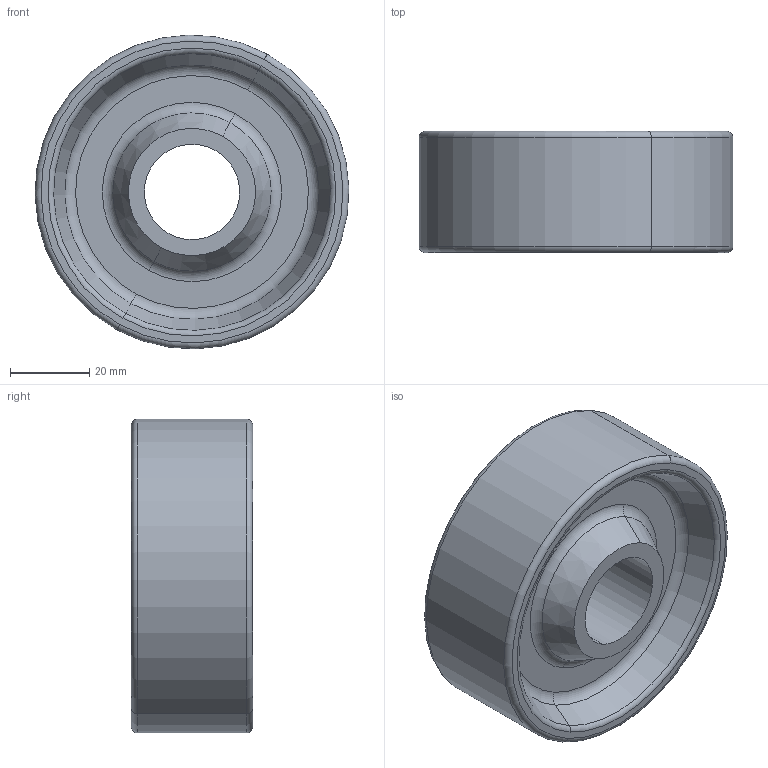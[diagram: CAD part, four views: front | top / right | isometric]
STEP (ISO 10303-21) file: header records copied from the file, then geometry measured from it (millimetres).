
FILE_DESCRIPTION(('CATIA V5 STEP Exchange'),'2;1');
FILE_NAME('Part1.stp','2019-06-20T11:24:16+00:00',('none'),('none'),'CATIA Version 5 Release 21 GA (IN-10)','CATIA V5 STEP AP203','none');
FILE_SCHEMA(('CONFIG_CONTROL_DESIGN'));
Length unit declared in the file: millimetre
Products named in the file (1): Part1
Bounding box: 78.98 x 30.5 x 78.98 mm (x, y, z)
Volume: 92398.9 mm3; surface area: 21777.8 mm2
Topology: 1 solids, 1 shells, 34 faces, 68 edges, 40 vertices
Faces by surface type: torus 16, cone 8, plane 6, cylinder 4
Entity records: 850 total; most frequent: ORIENTED_EDGE 136, CARTESIAN_POINT 135, DIRECTION 120, AXIS2_PLACEMENT_3D 83, EDGE_CURVE 68, CIRCLE 56, EDGE_LOOP 40, VERTEX_POINT 40
